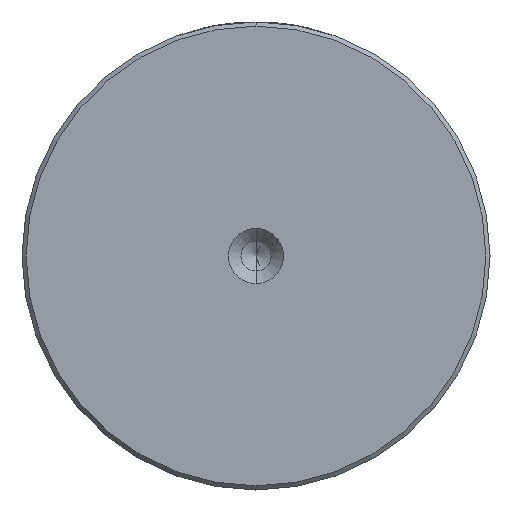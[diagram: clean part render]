
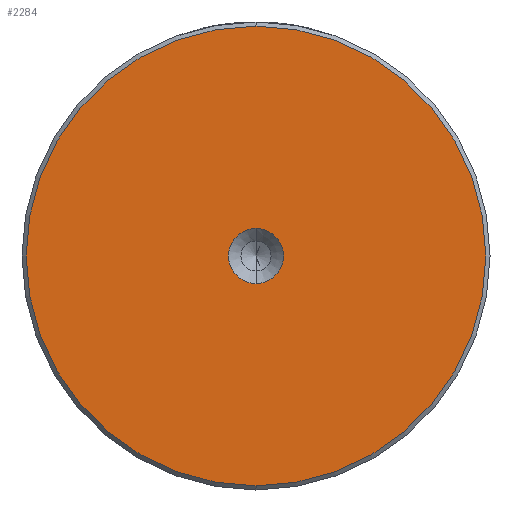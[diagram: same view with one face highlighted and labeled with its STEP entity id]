
A CAD part, left-side view. The second image highlights one B-rep face of the part: STEP entity #2284.
In plain terms, the highlighted planar face has unit normal (-1, 0, 0).
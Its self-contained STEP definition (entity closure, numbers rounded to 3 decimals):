
#1 = VERTEX_POINT ( 'NONE', #700 ) ;
#8 = ORIENTED_EDGE ( 'NONE', *, *, #1691, .F. ) ;
#149 = CARTESIAN_POINT ( 'NONE',  ( 0., 0., 0. ) ) ;
#245 = CARTESIAN_POINT ( 'NONE',  ( 0., 0., 0. ) ) ;
#433 = FACE_BOUND ( 'NONE', #1838, .T. ) ;
#452 = EDGE_CURVE ( 'NONE', #2703, #1, #1494, .T. ) ;
#488 = DIRECTION ( 'NONE',  ( 0., 0., 1. ) ) ;
#632 = PLANE ( 'NONE',  #1166 ) ;
#665 = CIRCLE ( 'NONE', #1966, 3.3 ) ;
#700 = CARTESIAN_POINT ( 'NONE',  ( 0., 0., -3.3 ) ) ;
#821 = EDGE_CURVE ( 'NONE', #1672, #2354, #2101, .T. ) ;
#1118 = DIRECTION ( 'NONE',  ( -1., 0., 0. ) ) ;
#1166 = AXIS2_PLACEMENT_3D ( 'NONE', #149, #1118, #2752 ) ;
#1170 = EDGE_LOOP ( 'NONE', ( #1314, #1834 ) ) ;
#1171 = DIRECTION ( 'NONE',  ( -1., 0., 0. ) ) ;
#1264 = DIRECTION ( 'NONE',  ( -1., 0., 0. ) ) ;
#1271 = AXIS2_PLACEMENT_3D ( 'NONE', #2587, #1171, #2805 ) ;
#1299 = DIRECTION ( 'NONE',  ( -1., 0., 0. ) ) ;
#1314 = ORIENTED_EDGE ( 'NONE', *, *, #1781, .T. ) ;
#1476 = CARTESIAN_POINT ( 'NONE',  ( 0., 0., 27.5 ) ) ;
#1494 = CIRCLE ( 'NONE', #2499, 3.3 ) ;
#1672 = VERTEX_POINT ( 'NONE', #1476 ) ;
#1680 = CIRCLE ( 'NONE', #2890, 27.5 ) ;
#1691 = EDGE_CURVE ( 'NONE', #1, #2703, #665, .T. ) ;
#1781 = EDGE_CURVE ( 'NONE', #2354, #1672, #1680, .T. ) ;
#1834 = ORIENTED_EDGE ( 'NONE', *, *, #821, .T. ) ;
#1838 = EDGE_LOOP ( 'NONE', ( #3012, #8 ) ) ;
#1919 = DIRECTION ( 'NONE',  ( -1., 0., 0. ) ) ;
#1966 = AXIS2_PLACEMENT_3D ( 'NONE', #2665, #1264, #2888 ) ;
#2101 = CIRCLE ( 'NONE', #1271, 27.5 ) ;
#2167 = FACE_OUTER_BOUND ( 'NONE', #1170, .T. ) ;
#2284 = ADVANCED_FACE ( 'NONE', ( #2167, #433 ), #632, .T. ) ;
#2328 = CARTESIAN_POINT ( 'NONE',  ( 0., 0., -27.5 ) ) ;
#2354 = VERTEX_POINT ( 'NONE', #2328 ) ;
#2499 = AXIS2_PLACEMENT_3D ( 'NONE', #245, #1919, #488 ) ;
#2587 = CARTESIAN_POINT ( 'NONE',  ( 0., 0., 0. ) ) ;
#2665 = CARTESIAN_POINT ( 'NONE',  ( 0., 0., 0. ) ) ;
#2700 = CARTESIAN_POINT ( 'NONE',  ( 0., 0., 0. ) ) ;
#2703 = VERTEX_POINT ( 'NONE', #2806 ) ;
#2752 = DIRECTION ( 'NONE',  ( 0., 0., 1. ) ) ;
#2805 = DIRECTION ( 'NONE',  ( 0., 0., 1. ) ) ;
#2806 = CARTESIAN_POINT ( 'NONE',  ( 0., 0., 3.3 ) ) ;
#2888 = DIRECTION ( 'NONE',  ( 0., 0., 1. ) ) ;
#2890 = AXIS2_PLACEMENT_3D ( 'NONE', #2700, #1299, #2915 ) ;
#2915 = DIRECTION ( 'NONE',  ( 0., 0., 1. ) ) ;
#3012 = ORIENTED_EDGE ( 'NONE', *, *, #452, .F. ) ;
